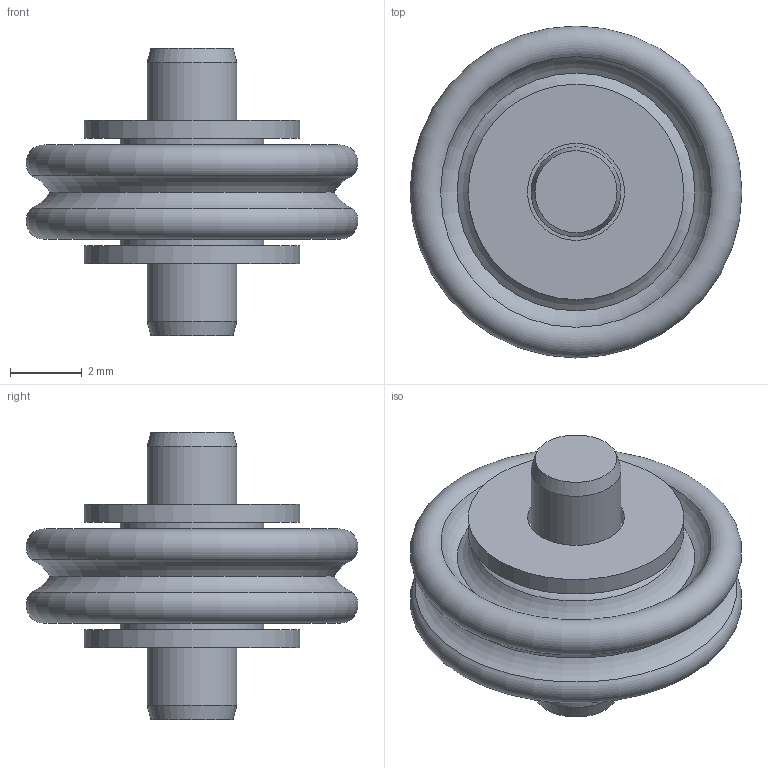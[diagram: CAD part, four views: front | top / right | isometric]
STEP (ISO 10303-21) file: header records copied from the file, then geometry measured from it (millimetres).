
FILE_DESCRIPTION(/* description */ ('STEP AP242','CAx-IF Rec.Pracs.---Representation and Presentation of Product Manufacturing Information (PMI)---4.0---2014-10-13','CAx-IF Rec.Pracs.---3D Tessellated Geometry---0.4---2014-09-14','2;1'),/* implementation_level */ '2;1');
FILE_NAME(/* name */ 'Bearing-Oring',/* time_stamp */ '2024-12-13T09:11:56Z',/* author */ (''),/* organization */ (''),/* preprocessor_version */ 'ST-DEVELOPER v20',/* originating_system */ 'ONSHAPE BY PTC INC, 1.190',/* authorisation */ ' ');
FILE_SCHEMA (('AP242_MANAGED_MODEL_BASED_3D_ENGINEERING_MIM_LF { 1 0 10303 442 1 1 4 }'));
Length unit declared in the file: metre
Products named in the file (5): Bearing-Oring; nylon_washer; TPE_bearing; x-ring; Parallel pin 2.5 x 8
Assembly tree (5 placements, depth 2):
  Bearing-Oring
    nylon_washer  x2
    TPE_bearing
    x-ring
    Parallel pin 2.5 x 8
Bounding box: 9.24 x 9.24 x 8 mm (x, y, z)
Volume: 184.6 mm3; surface area: 512.4 mm2
Topology: 5 solids, 5 shells, 29 faces, 49 edges, 28 vertices
Faces by surface type: torus 12, plane 8, cylinder 7, cone 2
Full cylindrical faces by diameter (mm): 2.5 x2, 2.7 x2, 4 x1, 6 x2
Entity records: 636 total; most frequent: DIRECTION 110, CARTESIAN_POINT 79, AXIS2_PLACEMENT_3D 55, ORIENTED_EDGE 48, EDGE_LOOP 48, FACE_BOUND 48, ADVANCED_FACE 25, EDGE_CURVE 24
